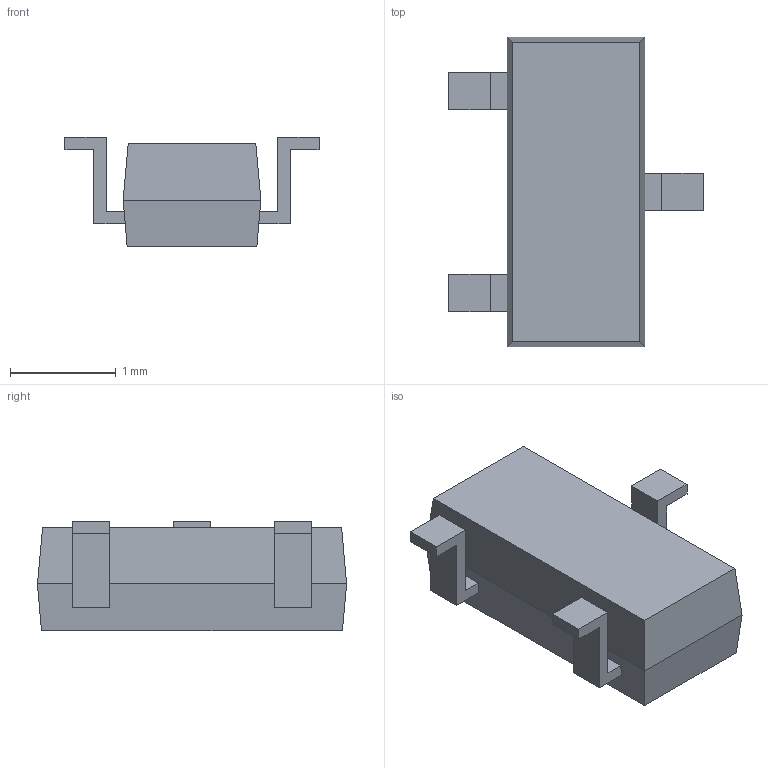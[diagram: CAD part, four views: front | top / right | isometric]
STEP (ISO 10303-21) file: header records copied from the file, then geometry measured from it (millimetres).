
FILE_DESCRIPTION((''),'2;1');
FILE_NAME('CDSOT23-0502B','2012-07-19T',('ryans'),('Bourns, Inc.'),'PRO/ENGINEER BY PARAMETRIC TECHNOLOGY CORPORATION, 2010100','PRO/ENGINEER BY PARAMETRIC TECHNOLOGY CORPORATION, 2010100','');
FILE_SCHEMA(('CONFIG_CONTROL_DESIGN'));
Length unit declared in the file: millimetre
Products named in the file (1): CDSOT23-0502B
Bounding box: 2.4 x 2.92 x 1.03 mm (x, y, z)
Volume: 3.7 mm3; surface area: 18.5 mm2
Topology: 1 solids, 1 shells, 37 faces, 96 edges, 64 vertices
Faces by surface type: plane 37
Entity records: 1148 total; most frequent: CARTESIAN_POINT 197, ORIENTED_EDGE 192, DIRECTION 170, VECTOR 96, LINE 96, EDGE_CURVE 96, VERTEX_POINT 64, EDGE_LOOP 40
